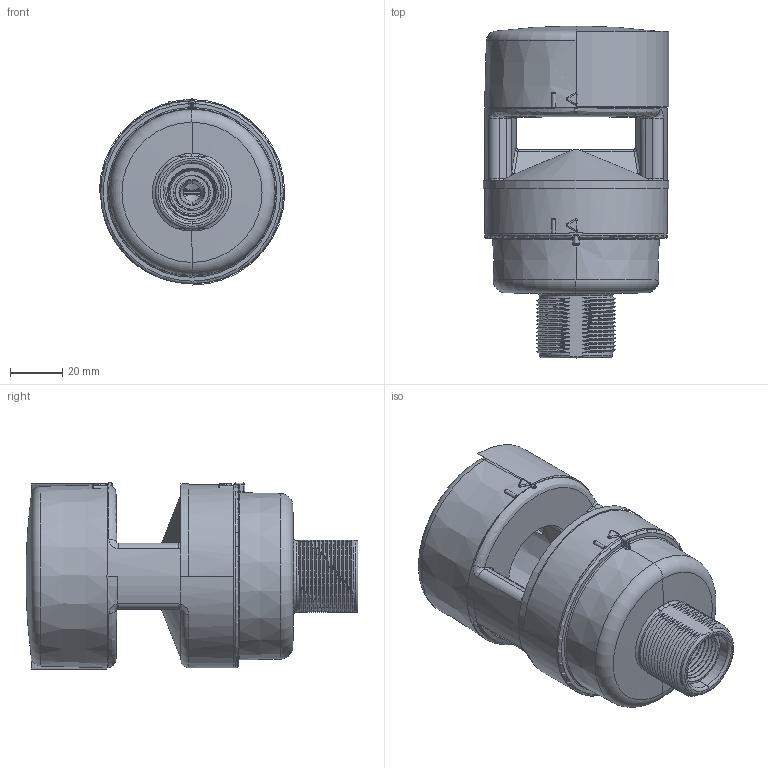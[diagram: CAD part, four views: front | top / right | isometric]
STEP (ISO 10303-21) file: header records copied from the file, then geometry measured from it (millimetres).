
FILE_DESCRIPTION((''),'2;1');
FILE_NAME('199806_ASM','2017-03-14T',('pdmadmin'),('BANNER ENGINEERING'),'CREO PARAMETRIC BY PTC INC, 2016260','CREO PARAMETRIC BY PTC INC, 2016260','');
FILE_SCHEMA(('CONFIG_CONTROL_DESIGN'));
Length unit declared in the file: millimetre
Products named in the file (4): 180077; 192654; 192655; 199806_ASM
Assembly tree (3 placements, depth 2):
  199806_ASM
    180077
    192654
    192655
Bounding box: 71 x 127.1 x 71.25 mm (x, y, z)
Volume: 120450 mm3; surface area: 87571.3 mm2
Topology: 3 solids, 5 shells, 995 faces, 2422 edges, 1458 vertices
Faces by surface type: bspline 284, cylinder 276, plane 193, torus 105, cone 83, sphere 54
Entity records: 61488 total; most frequent: CARTESIAN_POINT 40409, ORIENTED_EDGE 4828, DIRECTION 3791, EDGE_CURVE 2418, AXIS2_PLACEMENT_3D 1571, VERTEX_POINT 1458, EDGE_LOOP 1032, FACE_OUTER_BOUND 995
